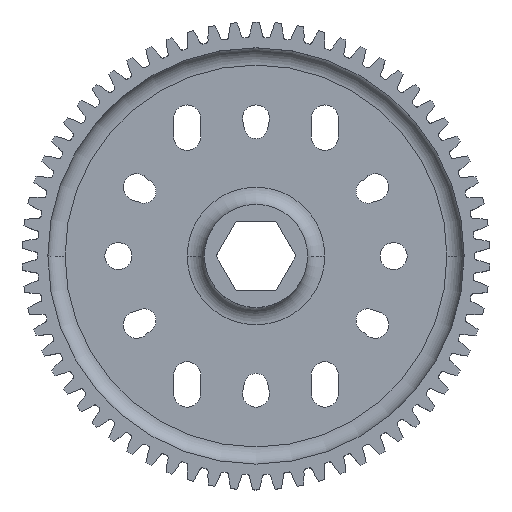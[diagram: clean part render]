
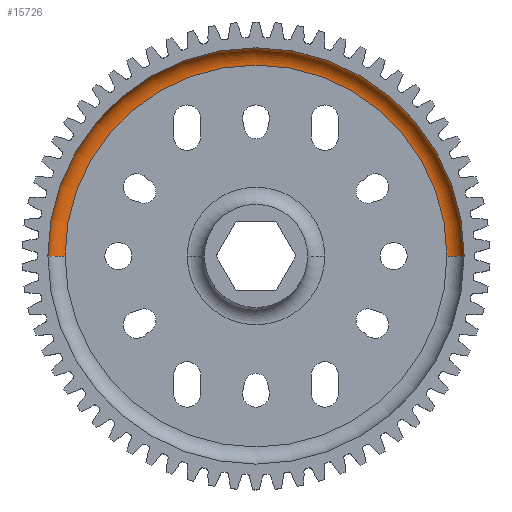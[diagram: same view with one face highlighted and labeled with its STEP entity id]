
A CAD part, top view. The second image highlights one B-rep face of the part: STEP entity #15726.
In plain terms, the highlighted toroidal (fillet/blend) face has major radius 35.242 mm and minor radius 3.175 mm.
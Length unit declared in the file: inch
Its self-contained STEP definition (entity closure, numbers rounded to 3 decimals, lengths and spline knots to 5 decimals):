
#163 = CARTESIAN_POINT ( 'NONE',  ( 0., 0., -0.0975 ) ) ;
#735 = CARTESIAN_POINT ( 'NONE',  ( -1.5125, 0., 0.0275 ) ) ;
#3009 = AXIS2_PLACEMENT_3D ( 'NONE', #24227, #18604, #7720 ) ;
#3080 = VERTEX_POINT ( 'NONE', #19779 ) ;
#3828 = CARTESIAN_POINT ( 'NONE',  ( 0., 0., 0.0275 ) ) ;
#5097 = ORIENTED_EDGE ( 'NONE', *, *, #21302, .T. ) ;
#5830 = TOROIDAL_SURFACE ( 'NONE', #19727, 1.3875, 0.125 ) ;
#5929 = CARTESIAN_POINT ( 'NONE',  ( -1.3875, 0., 0.0275 ) ) ;
#6726 = CARTESIAN_POINT ( 'NONE',  ( 1.3875, 0., -0.0975 ) ) ;
#6810 = EDGE_CURVE ( 'NONE', #22328, #3080, #17829, .T. ) ;
#7720 = DIRECTION ( 'NONE',  ( 0., 0., -1. ) ) ;
#8644 = DIRECTION ( 'NONE',  ( 0., 1., 0. ) ) ;
#10575 = VERTEX_POINT ( 'NONE', #6726 ) ;
#12368 = EDGE_CURVE ( 'NONE', #13736, #22328, #17373, .T. ) ;
#13736 = VERTEX_POINT ( 'NONE', #23972 ) ;
#15726 = ADVANCED_FACE ( 'NONE', ( #22582 ), #5830, .F. ) ;
#16764 = ORIENTED_EDGE ( 'NONE', *, *, #12368, .F. ) ;
#17373 = CIRCLE ( 'NONE', #17946, 0.125 ) ;
#17770 = DIRECTION ( 'NONE',  ( 0., 0., -1. ) ) ;
#17829 = CIRCLE ( 'NONE', #19002, 1.5125 ) ;
#17946 = AXIS2_PLACEMENT_3D ( 'NONE', #5929, #8644, #33285 ) ;
#18604 = DIRECTION ( 'NONE',  ( 0., -1., 0. ) ) ;
#19002 = AXIS2_PLACEMENT_3D ( 'NONE', #3828, #17770, #34069 ) ;
#19552 = DIRECTION ( 'NONE',  ( 0., 0., 1. ) ) ;
#19727 = AXIS2_PLACEMENT_3D ( 'NONE', #25669, #31619, #23309 ) ;
#19779 = CARTESIAN_POINT ( 'NONE',  ( 1.5125, 0., 0.0275 ) ) ;
#21191 = ORIENTED_EDGE ( 'NONE', *, *, #6810, .F. ) ;
#21302 = EDGE_CURVE ( 'NONE', #10575, #3080, #33110, .T. ) ;
#21917 = DIRECTION ( 'NONE',  ( 1., 0., 0. ) ) ;
#22328 = VERTEX_POINT ( 'NONE', #735 ) ;
#22582 = FACE_OUTER_BOUND ( 'NONE', #33542, .T. ) ;
#23309 = DIRECTION ( 'NONE',  ( 1., 0., 0. ) ) ;
#23972 = CARTESIAN_POINT ( 'NONE',  ( -1.3875, 0., -0.0975 ) ) ;
#24227 = CARTESIAN_POINT ( 'NONE',  ( 1.3875, 0., 0.0275 ) ) ;
#25669 = CARTESIAN_POINT ( 'NONE',  ( 0., 0., 0.0275 ) ) ;
#26390 = AXIS2_PLACEMENT_3D ( 'NONE', #163, #19552, #21917 ) ;
#26952 = CIRCLE ( 'NONE', #26390, 1.3875 ) ;
#28039 = ORIENTED_EDGE ( 'NONE', *, *, #31679, .F. ) ;
#31619 = DIRECTION ( 'NONE',  ( 0., 0., 1. ) ) ;
#31679 = EDGE_CURVE ( 'NONE', #10575, #13736, #26952, .T. ) ;
#33110 = CIRCLE ( 'NONE', #3009, 0.125 ) ;
#33285 = DIRECTION ( 'NONE',  ( -1., 0., 0. ) ) ;
#33542 = EDGE_LOOP ( 'NONE', ( #16764, #28039, #5097, #21191 ) ) ;
#34069 = DIRECTION ( 'NONE',  ( 1., 0., 0. ) ) ;
